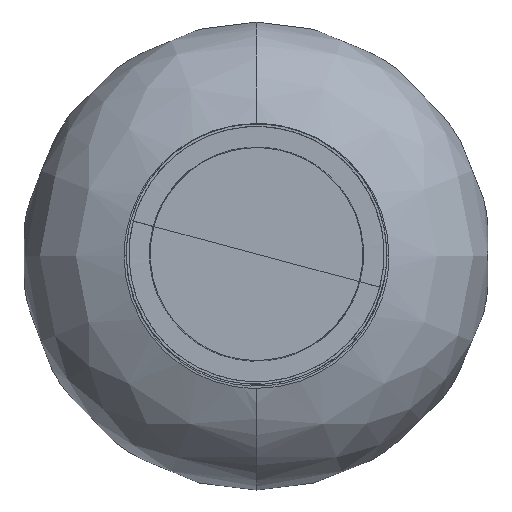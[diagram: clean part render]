
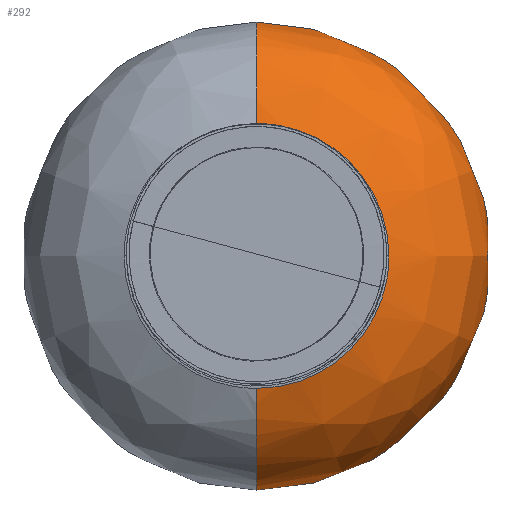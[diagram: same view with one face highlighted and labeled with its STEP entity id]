
A CAD part, top view. The second image highlights one B-rep face of the part: STEP entity #292.
In plain terms, the highlighted free-form (B-spline) face has degree [2, 3] with [5, 8] control points.
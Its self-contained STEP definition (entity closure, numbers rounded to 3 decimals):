
#292=ADVANCED_FACE($,(#615),#4037,.T.);
#615=FACE_OUTER_BOUND($,#938,.T.);
#938=EDGE_LOOP($,(#1649,#1650,#1651,#1652,#1653,#1654,#1655));
#1649=ORIENTED_EDGE($,*,*,#2882,.F.);
#1650=ORIENTED_EDGE($,*,*,#2881,.F.);
#1651=ORIENTED_EDGE($,*,*,#2966,.F.);
#1652=ORIENTED_EDGE($,*,*,#2867,.F.);
#1653=ORIENTED_EDGE($,*,*,#2964,.F.);
#1654=ORIENTED_EDGE($,*,*,#2876,.F.);
#1655=ORIENTED_EDGE($,*,*,#2870,.F.);
#2867=EDGE_CURVE($,#3562,#3563,#4337,.T.);
#2870=EDGE_CURVE($,#3565,#3561,#4338,.T.);
#2876=EDGE_CURVE($,#3561,#3569,#4344,.T.);
#2881=EDGE_CURVE($,#3576,#3577,#4683,.T.);
#2882=EDGE_CURVE($,#3577,#3565,#4684,.T.);
#2964=EDGE_CURVE($,#3569,#3562,#4365,.T.);
#2966=EDGE_CURVE($,#3563,#3576,#4746,.T.);
#3561=VERTEX_POINT($,#16589);
#3562=VERTEX_POINT($,#16590);
#3563=VERTEX_POINT($,#16591);
#3565=VERTEX_POINT($,#16593);
#3569=VERTEX_POINT($,#16597);
#3576=VERTEX_POINT($,#16604);
#3577=VERTEX_POINT($,#16605);
#4037=(
BOUNDED_SURFACE()
B_SPLINE_SURFACE(2,3,((#15698,#15699,#15700,#15701,#15702,#15703,#15704,
#15705),(#15706,#15707,#15708,#15709,#15710,#15711,#15712,#15713),(#15714,
#15715,#15716,#15717,#15718,#15719,#15720,#15721),(#15722,#15723,#15724,
#15725,#15726,#15727,#15728,#15729),(#15730,#15731,#15732,#15733,#15734,
#15735,#15736,#15737)),.UNSPECIFIED.,.F.,.F.,.F.)
B_SPLINE_SURFACE_WITH_KNOTS((3,2,3),(4,1,1,1,1,4),(707.493,1061.24,
1414.986),(0.,130.341,195.16,231.959,
328.151,329.894),.UNSPECIFIED.)
GEOMETRIC_REPRESENTATION_ITEM()
RATIONAL_B_SPLINE_SURFACE(((1.,1.,1.,1.,1.,1.,1.,1.),(0.707,
0.707,0.707,0.707,0.707,
0.707,0.707,0.707),(1.,1.,1.,1.,1.,1.,
1.,1.),(0.707,0.707,0.707,0.707,
0.707,0.707,0.707,0.707),
(1.,1.,1.,1.,1.,1.,1.,1.)))
REPRESENTATION_ITEM($)
SURFACE()
);
#4337=(
BOUNDED_CURVE()
B_SPLINE_CURVE(3,(#7071,#7072,#7073,#7074,#7075,#7076,#7077,#7078),.UNSPECIFIED.,
.F.,.F.)
B_SPLINE_CURVE_WITH_KNOTS((4,1,1,1,1,4),(-329.894,-328.151,
-231.959,-195.16,-130.341,-2.329),
.UNSPECIFIED.)
CURVE()
GEOMETRIC_REPRESENTATION_ITEM()
RATIONAL_B_SPLINE_CURVE((1.,1.,1.,1.,1.,1.,1.,1.))
REPRESENTATION_ITEM($)
);
#4338=(
BOUNDED_CURVE()
B_SPLINE_CURVE(3,(#7107,#7108,#7109,#7110,#7111,#7112,#7113,#7114),.UNSPECIFIED.,
.F.,.F.)
B_SPLINE_CURVE_WITH_KNOTS((4,1,1,1,1,4),(2.332,130.341,
195.16,231.959,328.151,329.894),.UNSPECIFIED.)
CURVE()
GEOMETRIC_REPRESENTATION_ITEM()
RATIONAL_B_SPLINE_CURVE((1.,1.,1.,1.,1.,1.,1.,1.))
REPRESENTATION_ITEM($)
);
#4344=(
BOUNDED_CURVE()
B_SPLINE_CURVE(2,(#7134,#7135,#7136),.UNSPECIFIED.,.F.,.F.)
B_SPLINE_CURVE_WITH_KNOTS((3,3),(196.644,393.289),.UNSPECIFIED.)
CURVE()
GEOMETRIC_REPRESENTATION_ITEM()
RATIONAL_B_SPLINE_CURVE((1.,0.707,1.))
REPRESENTATION_ITEM($)
);
#4365=(
BOUNDED_CURVE()
B_SPLINE_CURVE(2,(#8443,#8444,#8445),.UNSPECIFIED.,.F.,.F.)
B_SPLINE_CURVE_WITH_KNOTS((3,3),(393.289,589.933),.UNSPECIFIED.)
CURVE()
GEOMETRIC_REPRESENTATION_ITEM()
RATIONAL_B_SPLINE_CURVE((1.,0.707,1.))
REPRESENTATION_ITEM($)
);
#4683=B_SPLINE_CURVE_WITH_KNOTS($,3,(#7185,#7186,#7187,#7188,#7189,#7190,
#7191,#7192,#7193,#7194),.UNSPECIFIED.,.F.,.F.,(4,2,2,2,4),(0.25,
0.313,0.375,0.438,0.5),
.UNSPECIFIED.);
#4684=B_SPLINE_CURVE_WITH_KNOTS($,3,(#7195,#7196,#7197,#7198),.UNSPECIFIED.,
.F.,.F.,(4,4),(0.5,0.501),.UNSPECIFIED.);
#4746=B_SPLINE_CURVE_WITH_KNOTS($,3,(#8449,#8450,#8451,#8452,#8453,#8454,
#8455,#8456),.UNSPECIFIED.,.F.,.F.,(4,2,2,4),(0.,0.126,0.188,
0.25),.UNSPECIFIED.);
#7071=CARTESIAN_POINT($,(0.,243.652,-387.224));
#7072=CARTESIAN_POINT($,(0.,244.209,-387.348));
#7073=CARTESIAN_POINT($,(0.,275.476,-394.518));
#7074=CARTESIAN_POINT($,(0.,318.962,-419.439));
#7075=CARTESIAN_POINT($,(0.,344.437,-480.679));
#7076=CARTESIAN_POINT($,(0.001,338.37,-558.571));
#7077=CARTESIAN_POINT($,(0.001,299.558,-614.535));
#7078=CARTESIAN_POINT($,(0.001,266.12,-641.06));
#7107=CARTESIAN_POINT($,(0.001,-33.546,-641.059));
#7108=CARTESIAN_POINT($,(0.001,-66.983,-614.534));
#7109=CARTESIAN_POINT($,(0.001,-105.794,-558.571));
#7110=CARTESIAN_POINT($,(0.,-111.861,-480.68));
#7111=CARTESIAN_POINT($,(0.,-86.387,-419.44));
#7112=CARTESIAN_POINT($,(0.,-42.9,-394.519));
#7113=CARTESIAN_POINT($,(0.,-11.634,-387.349));
#7114=CARTESIAN_POINT($,(0.,-11.077,-387.225));
#7134=CARTESIAN_POINT($,(0.,-11.077,-387.225));
#7135=CARTESIAN_POINT($,(127.365,-11.077,-387.224));
#7136=CARTESIAN_POINT($,(127.365,116.287,-387.223));
#7185=CARTESIAN_POINT($,(150.31,116.287,-640.68));
#7186=CARTESIAN_POINT($,(150.311,96.478,-640.679));
#7187=CARTESIAN_POINT($,(146.645,77.193,-640.559));
#7188=CARTESIAN_POINT($,(132.015,40.425,-640.14));
#7189=CARTESIAN_POINT($,(121.073,23.528,-639.935));
#7190=CARTESIAN_POINT($,(93.036,-4.427,-640.028));
#7191=CARTESIAN_POINT($,(76.193,-15.304,-640.309));
#7192=CARTESIAN_POINT($,(39.542,-29.854,-640.833));
#7193=CARTESIAN_POINT($,(20.183,-33.418,-641.099));
#7194=CARTESIAN_POINT($,(0.547,-33.543,-641.06));
#7195=CARTESIAN_POINT($,(0.547,-33.543,-641.06));
#7196=CARTESIAN_POINT($,(0.365,-33.544,-641.06));
#7197=CARTESIAN_POINT($,(0.183,-33.545,-641.059));
#7198=CARTESIAN_POINT($,(0.001,-33.546,-641.059));
#8443=CARTESIAN_POINT($,(127.365,116.287,-387.223));
#8444=CARTESIAN_POINT($,(127.365,243.652,-387.223));
#8445=CARTESIAN_POINT($,(0.,243.652,-387.224));
#8449=CARTESIAN_POINT($,(0.001,266.12,-641.06));
#8450=CARTESIAN_POINT($,(39.648,266.025,-641.135));
#8451=CARTESIAN_POINT($,(78.341,251.555,-640.074));
#8452=CARTESIAN_POINT($,(120.938,209.26,-639.928));
#8453=CARTESIAN_POINT($,(131.947,192.337,-640.128));
#8454=CARTESIAN_POINT($,(146.62,155.462,-640.563));
#8455=CARTESIAN_POINT($,(150.309,136.144,-640.68));
#8456=CARTESIAN_POINT($,(150.31,116.287,-640.68));
#15698=CARTESIAN_POINT($,(0.001,-31.71,-642.498));
#15699=CARTESIAN_POINT($,(0.001,-66.039,-615.887));
#15700=CARTESIAN_POINT($,(0.001,-105.732,-559.362));
#15701=CARTESIAN_POINT($,(0.,-111.861,-480.68));
#15702=CARTESIAN_POINT($,(0.,-86.387,-419.44));
#15703=CARTESIAN_POINT($,(0.,-42.9,-394.519));
#15704=CARTESIAN_POINT($,(0.,-11.634,-387.349));
#15705=CARTESIAN_POINT($,(0.,-11.077,-387.225));
#15706=CARTESIAN_POINT($,(148.,-31.71,-642.497));
#15707=CARTESIAN_POINT($,(182.329,-66.039,-615.886));
#15708=CARTESIAN_POINT($,(222.021,-105.732,-559.361));
#15709=CARTESIAN_POINT($,(228.15,-111.861,-480.679));
#15710=CARTESIAN_POINT($,(202.675,-86.387,-419.439));
#15711=CARTESIAN_POINT($,(159.188,-42.9,-394.518));
#15712=CARTESIAN_POINT($,(127.922,-11.634,-387.348));
#15713=CARTESIAN_POINT($,(127.365,-11.077,-387.224));
#15714=CARTESIAN_POINT($,(148.,116.288,-642.497));
#15715=CARTESIAN_POINT($,(182.329,116.288,-615.885));
#15716=CARTESIAN_POINT($,(222.021,116.288,-559.36));
#15717=CARTESIAN_POINT($,(228.15,116.288,-480.678));
#15718=CARTESIAN_POINT($,(202.675,116.288,-419.438));
#15719=CARTESIAN_POINT($,(159.188,116.288,-394.517));
#15720=CARTESIAN_POINT($,(127.922,116.287,-387.348));
#15721=CARTESIAN_POINT($,(127.365,116.287,-387.223));
#15722=CARTESIAN_POINT($,(148.,264.287,-642.496));
#15723=CARTESIAN_POINT($,(182.329,298.616,-615.885));
#15724=CARTESIAN_POINT($,(222.021,338.308,-559.36));
#15725=CARTESIAN_POINT($,(228.15,344.437,-480.678));
#15726=CARTESIAN_POINT($,(202.675,318.962,-419.438));
#15727=CARTESIAN_POINT($,(159.188,275.476,-394.517));
#15728=CARTESIAN_POINT($,(127.922,244.209,-387.347));
#15729=CARTESIAN_POINT($,(127.365,243.652,-387.223));
#15730=CARTESIAN_POINT($,(0.001,264.287,-642.497));
#15731=CARTESIAN_POINT($,(0.001,298.616,-615.886));
#15732=CARTESIAN_POINT($,(0.001,338.308,-559.361));
#15733=CARTESIAN_POINT($,(0.,344.437,-480.679));
#15734=CARTESIAN_POINT($,(0.,318.962,-419.439));
#15735=CARTESIAN_POINT($,(0.,275.476,-394.518));
#15736=CARTESIAN_POINT($,(0.,244.209,-387.348));
#15737=CARTESIAN_POINT($,(0.,243.652,-387.224));
#16589=CARTESIAN_POINT($,(0.,-11.077,-387.225));
#16590=CARTESIAN_POINT($,(0.,243.652,-387.224));
#16591=CARTESIAN_POINT($,(0.001,266.12,-641.06));
#16593=CARTESIAN_POINT($,(0.001,-33.546,-641.059));
#16597=CARTESIAN_POINT($,(127.365,116.287,-387.223));
#16604=CARTESIAN_POINT($,(150.31,116.287,-640.68));
#16605=CARTESIAN_POINT($,(0.547,-33.543,-641.06));
